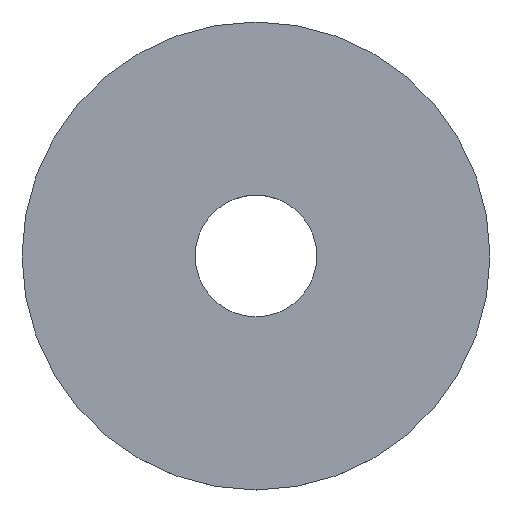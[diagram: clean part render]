
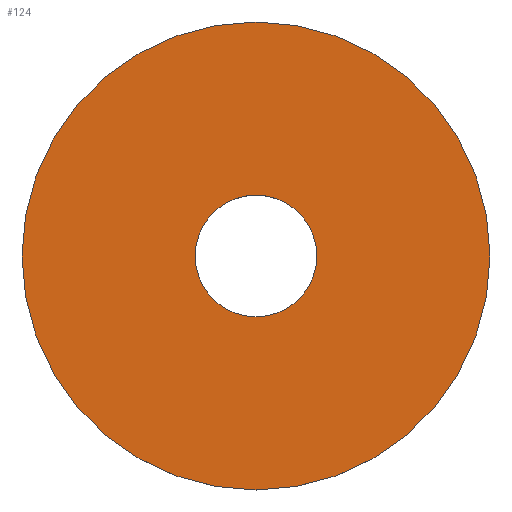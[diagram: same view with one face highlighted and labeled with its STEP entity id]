
A CAD part, top view. The second image highlights one B-rep face of the part: STEP entity #124.
In plain terms, the highlighted planar face has unit normal (0, 0, 1).
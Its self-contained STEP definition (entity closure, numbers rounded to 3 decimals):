
#7 = AXIS2_PLACEMENT_3D ( 'NONE', #64, #118, #111 ) ;
#10 = CARTESIAN_POINT ( 'NONE',  ( 0., 0., 1. ) ) ;
#16 = AXIS2_PLACEMENT_3D ( 'NONE', #21, #159, #156 ) ;
#18 = CARTESIAN_POINT ( 'NONE',  ( 0., 6.5, 1. ) ) ;
#21 = CARTESIAN_POINT ( 'NONE',  ( 0., 0., 1. ) ) ;
#46 = VERTEX_POINT ( 'NONE', #18 ) ;
#47 = FACE_BOUND ( 'NONE', #145, .T. ) ;
#54 = FACE_OUTER_BOUND ( 'NONE', #88, .T. ) ;
#64 = CARTESIAN_POINT ( 'NONE',  ( 0., 6.5, 1. ) ) ;
#66 = PLANE ( 'NONE',  #7 ) ;
#67 = EDGE_CURVE ( 'NONE', #135, #135, #74, .T. ) ;
#69 = AXIS2_PLACEMENT_3D ( 'NONE', #10, #144, #75 ) ;
#74 = CIRCLE ( 'NONE', #69, 25. ) ;
#75 = DIRECTION ( 'NONE',  ( 0., 1., 0. ) ) ;
#76 = ORIENTED_EDGE ( 'NONE', *, *, #153, .T. ) ;
#78 = CARTESIAN_POINT ( 'NONE',  ( 0., 25., 1. ) ) ;
#88 = EDGE_LOOP ( 'NONE', ( #102 ) ) ;
#92 = CIRCLE ( 'NONE', #16, 6.5 ) ;
#102 = ORIENTED_EDGE ( 'NONE', *, *, #67, .F. ) ;
#111 = DIRECTION ( 'NONE',  ( 0., -1., 0. ) ) ;
#118 = DIRECTION ( 'NONE',  ( 0., 0., 1. ) ) ;
#124 = ADVANCED_FACE ( 'NONE', ( #47, #54 ), #66, .T. ) ;
#135 = VERTEX_POINT ( 'NONE', #78 ) ;
#144 = DIRECTION ( 'NONE',  ( 0., 0., -1. ) ) ;
#145 = EDGE_LOOP ( 'NONE', ( #76 ) ) ;
#153 = EDGE_CURVE ( 'NONE', #46, #46, #92, .T. ) ;
#156 = DIRECTION ( 'NONE',  ( 0., 1., 0. ) ) ;
#159 = DIRECTION ( 'NONE',  ( 0., 0., -1. ) ) ;
